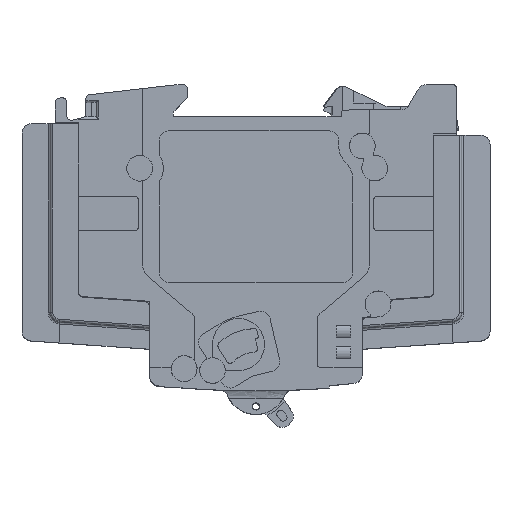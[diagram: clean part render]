
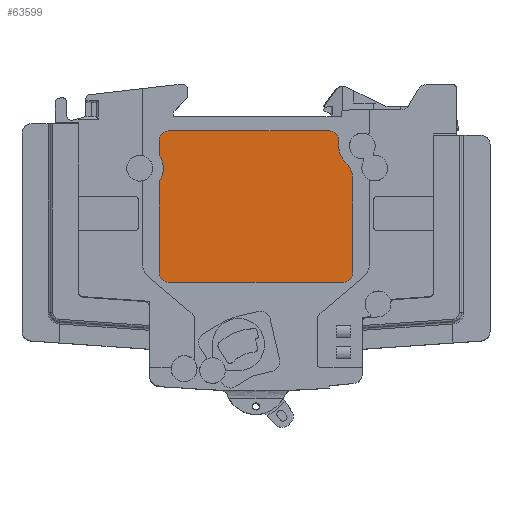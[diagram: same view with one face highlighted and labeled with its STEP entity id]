
A CAD part, top view. The second image highlights one B-rep face of the part: STEP entity #63599.
In plain terms, the highlighted planar face has unit normal (0, 0, 1).
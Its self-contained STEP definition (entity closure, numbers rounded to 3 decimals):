
#21654=DIRECTION('',(-1.,0.,0.));
#21655=VECTOR('',#21654,34.);
#21656=CARTESIAN_POINT('',(15.5,-3.,8.625));
#21657=LINE('',#21656,#21655);
#21658=CARTESIAN_POINT('',(15.5,-5.,8.625));
#21659=DIRECTION('',(0.,0.,1.));
#21660=DIRECTION('',(1.,0.,0.));
#21661=AXIS2_PLACEMENT_3D('',#21658,#21659,#21660);
#21663=DIRECTION('',(0.,1.,0.));
#21664=VECTOR('',#21663,1.2);
#21665=CARTESIAN_POINT('',(17.5,-6.2,8.625));
#21666=LINE('',#21665,#21664);
#21667=CARTESIAN_POINT('',(22.5,-6.2,8.625));
#21668=DIRECTION('',(0.,0.,-1.));
#21669=DIRECTION('',(-0.7,-0.714,0.));
#21670=AXIS2_PLACEMENT_3D('',#21667,#21668,#21669);
#21672=CARTESIAN_POINT('',(15.5,-13.341,8.625));
#21673=DIRECTION('',(0.,0.,1.));
#21674=DIRECTION('',(1.,0.,0.));
#21675=AXIS2_PLACEMENT_3D('',#21672,#21673,#21674);
#21677=DIRECTION('',(0.,1.,0.));
#21678=VECTOR('',#21677,19.659);
#21679=CARTESIAN_POINT('',(20.5,-33.,8.625));
#21680=LINE('',#21679,#21678);
#21681=CARTESIAN_POINT('',(18.5,-33.,8.625));
#21682=DIRECTION('',(0.,0.,1.));
#21683=DIRECTION('',(0.,-1.,0.));
#21684=AXIS2_PLACEMENT_3D('',#21681,#21682,#21683);
#21686=DIRECTION('',(1.,0.,0.));
#21687=VECTOR('',#21686,37.);
#21688=CARTESIAN_POINT('',(-18.5,-35.,8.625));
#21689=LINE('',#21688,#21687);
#21690=CARTESIAN_POINT('',(-18.5,-33.,8.625));
#21691=DIRECTION('',(0.,0.,1.));
#21692=DIRECTION('',(-1.,0.,0.));
#21693=AXIS2_PLACEMENT_3D('',#21690,#21691,#21692);
#21695=DIRECTION('',(0.,-1.,0.));
#21696=VECTOR('',#21695,19.238);
#21697=CARTESIAN_POINT('',(-20.5,-13.762,8.625));
#21698=LINE('',#21697,#21696);
#21699=CARTESIAN_POINT('',(-24.6,-10.9,8.625));
#21700=DIRECTION('',(0.,0.,-1.));
#21701=DIRECTION('',(0.82,0.572,0.));
#21702=AXIS2_PLACEMENT_3D('',#21699,#21700,#21701);
#21704=DIRECTION('',(0.,-1.,0.));
#21705=VECTOR('',#21704,3.038);
#21706=CARTESIAN_POINT('',(-20.5,-5.,8.625));
#21707=LINE('',#21706,#21705);
#21708=CARTESIAN_POINT('',(-18.5,-5.,8.625));
#21709=DIRECTION('',(0.,0.,1.));
#21710=DIRECTION('',(0.,1.,0.));
#21711=AXIS2_PLACEMENT_3D('',#21708,#21709,#21710);
#24350=CARTESIAN_POINT('',(15.5,-3.,8.625));
#24351=CARTESIAN_POINT('',(-18.5,-3.,8.625));
#24352=VERTEX_POINT('',#24350);
#24353=VERTEX_POINT('',#24351);
#24354=CARTESIAN_POINT('',(-20.5,-5.,8.625));
#24355=VERTEX_POINT('',#24354);
#24356=CARTESIAN_POINT('',(-20.5,-8.038,8.625));
#24357=VERTEX_POINT('',#24356);
#24358=CARTESIAN_POINT('',(-20.5,-13.762,8.625));
#24359=VERTEX_POINT('',#24358);
#24360=CARTESIAN_POINT('',(-20.5,-33.,8.625));
#24361=VERTEX_POINT('',#24360);
#24362=CARTESIAN_POINT('',(-18.5,-35.,8.625));
#24363=VERTEX_POINT('',#24362);
#24364=CARTESIAN_POINT('',(18.5,-35.,8.625));
#24365=VERTEX_POINT('',#24364);
#24366=CARTESIAN_POINT('',(20.5,-33.,8.625));
#24367=VERTEX_POINT('',#24366);
#24368=CARTESIAN_POINT('',(20.5,-13.341,8.625));
#24369=VERTEX_POINT('',#24368);
#24370=CARTESIAN_POINT('',(19.,-9.771,8.625));
#24371=VERTEX_POINT('',#24370);
#24372=CARTESIAN_POINT('',(17.5,-6.2,8.625));
#24373=VERTEX_POINT('',#24372);
#24374=CARTESIAN_POINT('',(17.5,-5.,8.625));
#24375=VERTEX_POINT('',#24374);
#63579=CARTESIAN_POINT('',(27.5,0.,8.625));
#63580=DIRECTION('',(0.,0.,1.));
#63581=DIRECTION('',(-1.,0.,0.));
#63582=AXIS2_PLACEMENT_3D('',#63579,#63580,#63581);
#63583=PLANE('',#63582);
#63584=ORIENTED_EDGE('',*,*,#63405,.F.);
#63585=ORIENTED_EDGE('',*,*,#63420,.F.);
#63586=ORIENTED_EDGE('',*,*,#63434,.F.);
#63587=ORIENTED_EDGE('',*,*,#63448,.F.);
#63588=ORIENTED_EDGE('',*,*,#63462,.F.);
#63589=ORIENTED_EDGE('',*,*,#63476,.F.);
#63590=ORIENTED_EDGE('',*,*,#63490,.F.);
#63591=ORIENTED_EDGE('',*,*,#63504,.F.);
#63592=ORIENTED_EDGE('',*,*,#63518,.F.);
#63593=ORIENTED_EDGE('',*,*,#63532,.F.);
#63594=ORIENTED_EDGE('',*,*,#63546,.F.);
#63595=ORIENTED_EDGE('',*,*,#63560,.F.);
#63596=ORIENTED_EDGE('',*,*,#63573,.F.);
#63597=EDGE_LOOP('',(#63584,#63585,#63586,#63587,#63588,#63589,#63590,#63591,
#63592,#63593,#63594,#63595,#63596));
#63598=FACE_OUTER_BOUND('',#63597,.F.);
#63599=ADVANCED_FACE('',(#63598),#63583,.T.);
#21662=CIRCLE('',#21661,2.);
#21671=CIRCLE('',#21670,5.);
#21676=CIRCLE('',#21675,5.);
#21685=CIRCLE('',#21684,2.);
#21694=CIRCLE('',#21693,2.);
#21703=CIRCLE('',#21702,5.);
#21712=CIRCLE('',#21711,2.);
#63405=EDGE_CURVE('',#24352,#24353,#21657,.T.);
#63420=EDGE_CURVE('',#24375,#24352,#21662,.T.);
#63434=EDGE_CURVE('',#24373,#24375,#21666,.T.);
#63448=EDGE_CURVE('',#24371,#24373,#21671,.T.);
#63462=EDGE_CURVE('',#24369,#24371,#21676,.T.);
#63476=EDGE_CURVE('',#24367,#24369,#21680,.T.);
#63490=EDGE_CURVE('',#24365,#24367,#21685,.T.);
#63504=EDGE_CURVE('',#24363,#24365,#21689,.T.);
#63518=EDGE_CURVE('',#24361,#24363,#21694,.T.);
#63532=EDGE_CURVE('',#24359,#24361,#21698,.T.);
#63546=EDGE_CURVE('',#24357,#24359,#21703,.T.);
#63560=EDGE_CURVE('',#24355,#24357,#21707,.T.);
#63573=EDGE_CURVE('',#24353,#24355,#21712,.T.);
